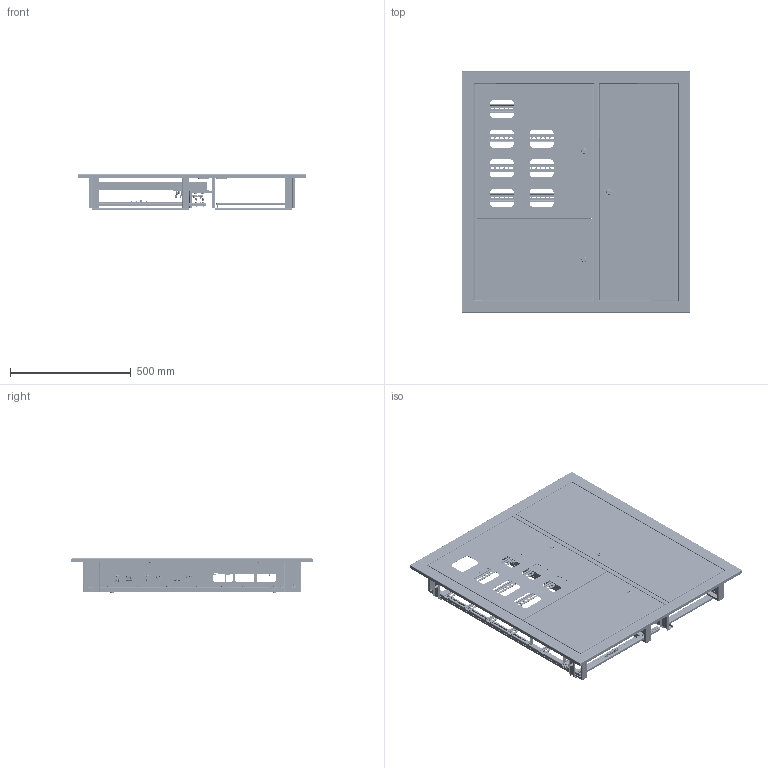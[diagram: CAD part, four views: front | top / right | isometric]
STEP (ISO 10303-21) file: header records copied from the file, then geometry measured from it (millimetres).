
FILE_DESCRIPTION (( 'STEP AP203' ), '1' );
FILE_NAME ('ÙÝ 7 êâ. (1000õ950õ150) ñëàáîòî÷êà ñëåâà IP31 EKF PROxima.STEP', '2023-09-11T11:31:26', ( '' ), ( '' ), 'SwSTEP 2.0', 'SolidWorks 2021', '' );
FILE_SCHEMA (( 'CONFIG_CONTROL_DESIGN' ));
Length unit declared in the file: millimetre
Products named in the file (60): ÌÈ-2414.05.00.001 Ðåéêà âåðòèêàëüíàÿ; ÌÈ-2479.01.01.000 Ïåðåãîðîäêà ÑÁ_-01; pan head cross recess screw_din2_DIN EN ISO 7045 - M6 x 20 - Z - 20N; ÌÈ-2414.04.00.000 Äâåðü ñèëîâàÿ ÑÁ; Çàêëåïêà ãàå÷íàÿ Ì4; ÌÈ-2414.06.00.00 Èçîëÿòîð êàðáîëèòîâûé 3õ ñòóïåí÷àòûì  è 2õ ñòóïåí÷àòûì êðîíøòåéíàìè; ÌÈ-1904.06.00.001 Êðîíøòåéí ïðÿìîé; ÌÈ-2414.06.00.001 Êðîíøòåéí òðåõñòóïåí÷àòûé; ÌÈ-2414.01.00.006 Óñèëèòåëü êàáåëüíûé  ; pan head cross recess screw_din1_ISO 7045 - M4 x 16 - Z --- 16N; ÌÈ-2414.00.00.002 Ïðîñòàâêà; ÌÈ-2479.02.00.000 Äâåðü ó÷åòà ÑÁ_Œˆ-2479.03.00.000-05; ÌÈ-1904.07.00.002 Êðîíøòåéí äâóõñòóïåí÷àòûé; ÌÈ-1904.07.00.000 Èçîëÿòîð êàðáîëèòîâûé 1 ñòóïåí÷àòûì  è 2õ ñòóïåí÷àòûì êðîíøòåéíàìè; Çàêëåïêà ãàå÷íàÿ Ì6 UNI 9203; DIN-ðåéêà2_L=420 (!); Êðîíøòåéí 40õ40; ﾌﾈ-2414.02.00.001 ﾄ粢 珮ⅳⅸ浯; hex flange nut_din3_Hexagon Flange Nut DIN 6923 - M6 - N; DIN-謥濋趌L=420 (!); 昈-2479.01.01.001 盷謥蜦豂儆趌-01; pan head cross recess screw_din11_ISO 7045 - M4 x 10 - Z --- 10N; 昈-2414.01.00.003 栺樇罻; ÌÈ-1904.06.00.000 Èçîëÿòîð êàðáîëèòîâûé ñ ïðÿìûì è 1 ñòóïåí÷àòûì êðîíøòåéíîì; Ïëàñòèíà 100õ35; pan head cross recess screw_din1_DIN EN ISO 7045 - M6 x 20 - Z - 20N; ﾌﾈ-2414.02.00.000 ﾄ粢 珮ⅳⅸ浯 ﾑﾁ; pan head cross recess screw_din2_DIN EN ISO 7045 - M4 x 16 - Z - 16N; ÌÈ-2479.03.00.001 Ðåéêà ãîðèçîíòàëüíàÿ; cross ph tapping 968_din1_Screw DIN 968-ST4.2x9.5-C-H-N; ﾌﾈ-2479.02.00.001 ﾄ粢 褪濱決-2479.03.00.001-05; pan head cross recess screw_din11_DIN EN ISO 7045 - M4 x 10 - Z - 10N; 2_DIN EN ISO 7045 - M6 x 20 - Z - 20N; plain washer 6902 type abc_din_DIN 6902-A4.55; 忺貗鍙_425; Øïèëüêà Ì6õ12; Çàêëåïêà ãàå÷íàÿ Ì8; 昈-2479.01.00.000 扻豵鵨 捘; ÌÈ-2414.05.00.003 Êðîíøòåéí ïîä äèí-ðåéêó; Çàæèì äëÿ ïðîâîäíèêîâ ïèòàþùåé öåïè_1 ...
Assembly tree (241 placements, depth 4):
  ÙÝ 7 êâ. (1000õ950õ150) ñëàáîòî÷êà ñëåâà IP31 EKF PROxima
    昈-2479.01.00.000 扻豵鵨 捘
      ÌÈ-2479.01.00.002 Ñòåíêà áîêîâàÿ
      ÌÈ-2414.01.00.001 Ñòåíêà áîêîâàÿ
      昈-2414.01.00.003 栺樇罻
      ÌÈ-2414.01.00.004 Øâåëëåð
      ÌÈ-2479.01.01.000 Ïåðåãîðîäêà ÑÁ_-01
        昈-2479.01.01.001 盷謥蜦豂儆趌-01
        Êðîíøòåéí 40õ40  x3
      昈-2414.01.00.003-01 栺樇罻
      Ïëàñòèíà 100õ35  x4
      ÌÈ-2414.01.00.008 Äåðæàòåëü äâåðè
      ÌÈ-2414.01.00.006 Óñèëèòåëü êàáåëüíûé    x2
      Çàêëåïêà ãàå÷íàÿ Ì8  x4
      Øïèëüêà Ì6õ12  x3
      ﾌﾈ-2414.01.00.007 ﾊ煇鳫  x3
      Çàêëåïêà ãàå÷íàÿ Ì6 UNI 9203  x4
    ﾌﾈ-2414.02.00.000 ﾄ粢 珮ⅳⅸ浯 ﾑﾁ
      ﾌﾈ-2414.02.00.001 ﾄ粢 珮ⅳⅸ浯
      Çàêëåïêà ãàå÷íàÿ Ì4  x2
      Çàìîê ïî÷òîâûé
      Øïèëüêà Ì6õ12
    ÌÈ-2414.04.00.000 Äâåðü ñèëîâàÿ ÑÁ
      Çàêëåïêà ãàå÷íàÿ Ì4  x2
      ÌÈ-2414.04.00.001 Äâåðü ñèëîâàÿ
      Çàìîê ïî÷òîâûé
      Øïèëüêà Ì6õ12
    pan head cross recess screw_din1_ISO 7045 - M4 x 16 - Z --- 16N  x5
    DIN-ðåéêà2_L=420 (!)  x2
    pan head cross recess screw_din1_DIN EN ISO 7045 - M6 x 20 - Z - 20N  x4
    hex flange nut_din1_Hexagon Flange Nut DIN 6923 - M6 - N  x6
    倘-2479.07.00.001 脏朦囗咫黖寛-2479.00.00.001-05
    pan head cross recess screw_din2_DIN EN ISO 7045 - M6 x 20 - Z - 20N  x2
    ��-2479.03.00.000 ���� ��������� ��_7,8��. ��-2479.03.00.000-05 ���� ���⠦��� ��
      ÌÈ-2414.05.00.001 Ðåéêà âåðòèêàëüíàÿ  x2
      ÌÈ-2479.03.00.001 Ðåéêà ãîðèçîíòàëüíàÿ
      pan head cross recess screw_din11_DIN EN ISO 7045 - M6 x 16 - Z - 16N  x16
      hex flange nut_din3_Hexagon Flange Nut DIN 6923 - M6 - N  x16
      DIN-謥濋趌L=420 (!)  x6
      ÌÈ-2414.05.00.003 Êðîíøòåéí ïîä äèí-ðåéêó  x4
      ﾕ黑 ﾙﾝ
      pan head cross recess screw_din2_DIN EN ISO 7045 - M4 x 16 - Z - 16N  x2
      Çàêëåïêà öèëèíäðè÷åñêàÿ Ì4 ÑÒ-Á ñ âíóòðåííåé ðåçüáîé_Œ8
      Øèíà N, PE 12 îòâ.
      2_DIN EN ISO 7045 - M4 x 16 - Z - 16N
      ÌÈ-2414.06.00.00 Èçîëÿòîð êàðáîëèòîâûé 3õ ñòóïåí÷àòûì  è 2õ ñòóïåí÷àòûì êðîíøòåéíàìè
        Çàæèì äëÿ ïðîâîäíèêîâ ïèòàþùåé öåïè_1
        ÌÈ-2414.06.00.001 Êðîíøòåéí òðåõñòóïåí÷àòûé
        ÌÈ-1904.07.00.002 Êðîíøòåéí äâóõñòóïåí÷àòûé
        ﾕ黑 ﾙﾝ  x2
        Ãàå÷íàÿ çàêëåïêà Ì4  x14
        pan head cross recess screw_din11_ISO 7045 - M4 x 10 - Z --- 10N  x14
        plain washer 6902 type abc_din_DIN 6902-A4.55  x8
      ÌÈ-1904.06.00.000 Èçîëÿòîð êàðáîëèòîâûé ñ ïðÿìûì è 1 ñòóïåí÷àòûì êðîíøòåéíîì
        Çàæèì äëÿ ïðîâîäíèêîâ ïèòàþùåé öåïè_1
        ﾕ黑 ﾙﾝ  x2
        ÌÈ-1904.06.00.001 Êðîíøòåéí ïðÿìîé
        ÌÈ-1904.07.00.001 Êðîíøòåéí îäíîñòóïåí÷àòûé
        Ãàå÷íàÿ çàêëåïêà Ì4  x9
        pan head cross recess screw_din11_ISO 7045 - M4 x 10 - Z --- 10N  x8
Bounding box: 950 x 1000 x 153 mm (x, y, z)
Volume: 2071950.5 mm3; surface area: 4392918.9 mm2
Topology: 232 solids, 232 shells, 8720 faces, 20862 edges, 12683 vertices
Faces by surface type: plane 4211, cylinder 2452, cone 974, torus 646, bspline 303, sphere 134
Entity records: 95994 total; most frequent: CARTESIAN_POINT 22023, DIRECTION 13225, ORIENTED_EDGE 12714, EDGE_CURVE 6357, AXIS2_PLACEMENT_3D 4692, VERTEX_POINT 3914, VECTOR 3841, LINE 3841
